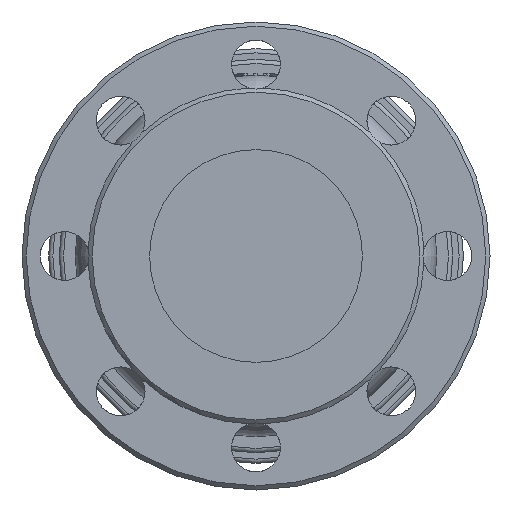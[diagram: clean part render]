
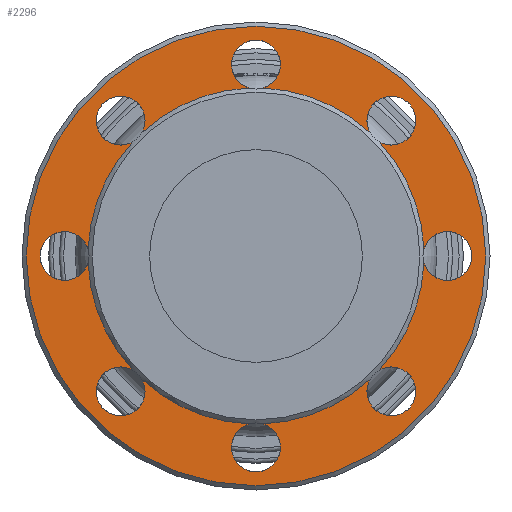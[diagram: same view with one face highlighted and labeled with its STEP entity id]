
A CAD part, front view. The second image highlights one B-rep face of the part: STEP entity #2296.
In plain terms, the highlighted planar face has unit normal (0, -1, 0).
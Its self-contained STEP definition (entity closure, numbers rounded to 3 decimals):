
#101=FACE_BOUND('',#701,.T.);
#548=FACE_OUTER_BOUND('',#700,.T.);
#700=EDGE_LOOP('',(#1887));
#701=EDGE_LOOP('',(#1888,#1889,#1890,#1891,#1892,#1893,#1894,#1895,#1896,
#1897,#1898,#1899,#1900,#1901,#1902,#1903,#1904,#1905,#1906,#1907,#1908,
#1909,#1910));
#827=CIRCLE('',#2568,108.);
#828=CIRCLE('',#2570,79.);
#829=CIRCLE('',#2571,11.5);
#830=CIRCLE('',#2572,11.5);
#831=CIRCLE('',#2573,79.);
#832=CIRCLE('',#2574,11.5);
#833=CIRCLE('',#2575,11.5);
#834=CIRCLE('',#2576,79.);
#835=CIRCLE('',#2577,11.5);
#836=CIRCLE('',#2578,11.5);
#837=CIRCLE('',#2579,79.);
#838=CIRCLE('',#2580,11.5);
#839=CIRCLE('',#2581,79.);
#840=CIRCLE('',#2582,11.5);
#841=CIRCLE('',#2583,11.5);
#842=CIRCLE('',#2584,79.);
#843=CIRCLE('',#2585,11.5);
#844=CIRCLE('',#2586,11.5);
#845=CIRCLE('',#2587,79.);
#846=CIRCLE('',#2588,11.5);
#847=CIRCLE('',#2589,11.5);
#848=CIRCLE('',#2590,79.);
#849=CIRCLE('',#2591,11.5);
#850=CIRCLE('',#2592,11.5);
#1034=VERTEX_POINT('',#4486);
#1035=VERTEX_POINT('',#4490);
#1036=VERTEX_POINT('',#4491);
#1037=VERTEX_POINT('',#4493);
#1038=VERTEX_POINT('',#4495);
#1039=VERTEX_POINT('',#4497);
#1040=VERTEX_POINT('',#4499);
#1041=VERTEX_POINT('',#4501);
#1042=VERTEX_POINT('',#4503);
#1043=VERTEX_POINT('',#4505);
#1044=VERTEX_POINT('',#4507);
#1045=VERTEX_POINT('',#4509);
#1046=VERTEX_POINT('',#4511);
#1047=VERTEX_POINT('',#4513);
#1048=VERTEX_POINT('',#4515);
#1049=VERTEX_POINT('',#4517);
#1050=VERTEX_POINT('',#4519);
#1051=VERTEX_POINT('',#4521);
#1052=VERTEX_POINT('',#4523);
#1053=VERTEX_POINT('',#4525);
#1054=VERTEX_POINT('',#4527);
#1055=VERTEX_POINT('',#4529);
#1056=VERTEX_POINT('',#4531);
#1057=VERTEX_POINT('',#4533);
#1329=EDGE_CURVE('',#1034,#1034,#827,.T.);
#1330=EDGE_CURVE('',#1035,#1036,#828,.T.);
#1331=EDGE_CURVE('',#1037,#1035,#829,.T.);
#1332=EDGE_CURVE('',#1038,#1037,#830,.T.);
#1333=EDGE_CURVE('',#1039,#1038,#831,.T.);
#1334=EDGE_CURVE('',#1040,#1039,#832,.T.);
#1335=EDGE_CURVE('',#1041,#1040,#833,.T.);
#1336=EDGE_CURVE('',#1042,#1041,#834,.T.);
#1337=EDGE_CURVE('',#1043,#1042,#835,.T.);
#1338=EDGE_CURVE('',#1044,#1043,#836,.T.);
#1339=EDGE_CURVE('',#1045,#1044,#837,.T.);
#1340=EDGE_CURVE('',#1046,#1045,#838,.T.);
#1341=EDGE_CURVE('',#1047,#1046,#839,.T.);
#1342=EDGE_CURVE('',#1048,#1047,#840,.T.);
#1343=EDGE_CURVE('',#1049,#1048,#841,.T.);
#1344=EDGE_CURVE('',#1050,#1049,#842,.T.);
#1345=EDGE_CURVE('',#1051,#1050,#843,.T.);
#1346=EDGE_CURVE('',#1052,#1051,#844,.T.);
#1347=EDGE_CURVE('',#1053,#1052,#845,.T.);
#1348=EDGE_CURVE('',#1054,#1053,#846,.T.);
#1349=EDGE_CURVE('',#1055,#1054,#847,.T.);
#1350=EDGE_CURVE('',#1056,#1055,#848,.T.);
#1351=EDGE_CURVE('',#1057,#1056,#849,.T.);
#1352=EDGE_CURVE('',#1036,#1057,#850,.T.);
#1887=ORIENTED_EDGE('',*,*,#1329,.F.);
#1888=ORIENTED_EDGE('',*,*,#1330,.F.);
#1889=ORIENTED_EDGE('',*,*,#1331,.F.);
#1890=ORIENTED_EDGE('',*,*,#1332,.F.);
#1891=ORIENTED_EDGE('',*,*,#1333,.F.);
#1892=ORIENTED_EDGE('',*,*,#1334,.F.);
#1893=ORIENTED_EDGE('',*,*,#1335,.F.);
#1894=ORIENTED_EDGE('',*,*,#1336,.F.);
#1895=ORIENTED_EDGE('',*,*,#1337,.F.);
#1896=ORIENTED_EDGE('',*,*,#1338,.F.);
#1897=ORIENTED_EDGE('',*,*,#1339,.F.);
#1898=ORIENTED_EDGE('',*,*,#1340,.F.);
#1899=ORIENTED_EDGE('',*,*,#1341,.F.);
#1900=ORIENTED_EDGE('',*,*,#1342,.F.);
#1901=ORIENTED_EDGE('',*,*,#1343,.F.);
#1902=ORIENTED_EDGE('',*,*,#1344,.F.);
#1903=ORIENTED_EDGE('',*,*,#1345,.F.);
#1904=ORIENTED_EDGE('',*,*,#1346,.F.);
#1905=ORIENTED_EDGE('',*,*,#1347,.F.);
#1906=ORIENTED_EDGE('',*,*,#1348,.F.);
#1907=ORIENTED_EDGE('',*,*,#1349,.F.);
#1908=ORIENTED_EDGE('',*,*,#1350,.F.);
#1909=ORIENTED_EDGE('',*,*,#1351,.F.);
#1910=ORIENTED_EDGE('',*,*,#1352,.F.);
#2152=PLANE('',#2569);
#2296=ADVANCED_FACE('',(#548,#101),#2152,.F.);
#2568=AXIS2_PLACEMENT_3D('',#4488,#3071,#3072);
#2569=AXIS2_PLACEMENT_3D('',#4489,#3073,#3074);
#2570=AXIS2_PLACEMENT_3D('',#4492,#3075,#3076);
#2571=AXIS2_PLACEMENT_3D('',#4494,#3077,#3078);
#2572=AXIS2_PLACEMENT_3D('',#4496,#3079,#3080);
#2573=AXIS2_PLACEMENT_3D('',#4498,#3081,#3082);
#2574=AXIS2_PLACEMENT_3D('',#4500,#3083,#3084);
#2575=AXIS2_PLACEMENT_3D('',#4502,#3085,#3086);
#2576=AXIS2_PLACEMENT_3D('',#4504,#3087,#3088);
#2577=AXIS2_PLACEMENT_3D('',#4506,#3089,#3090);
#2578=AXIS2_PLACEMENT_3D('',#4508,#3091,#3092);
#2579=AXIS2_PLACEMENT_3D('',#4510,#3093,#3094);
#2580=AXIS2_PLACEMENT_3D('',#4512,#3095,#3096);
#2581=AXIS2_PLACEMENT_3D('',#4514,#3097,#3098);
#2582=AXIS2_PLACEMENT_3D('',#4516,#3099,#3100);
#2583=AXIS2_PLACEMENT_3D('',#4518,#3101,#3102);
#2584=AXIS2_PLACEMENT_3D('',#4520,#3103,#3104);
#2585=AXIS2_PLACEMENT_3D('',#4522,#3105,#3106);
#2586=AXIS2_PLACEMENT_3D('',#4524,#3107,#3108);
#2587=AXIS2_PLACEMENT_3D('',#4526,#3109,#3110);
#2588=AXIS2_PLACEMENT_3D('',#4528,#3111,#3112);
#2589=AXIS2_PLACEMENT_3D('',#4530,#3113,#3114);
#2590=AXIS2_PLACEMENT_3D('',#4532,#3115,#3116);
#2591=AXIS2_PLACEMENT_3D('',#4534,#3117,#3118);
#2592=AXIS2_PLACEMENT_3D('',#4535,#3119,#3120);
#3071=DIRECTION('center_axis',(0.,1.,0.));
#3072=DIRECTION('ref_axis',(-1.,0.,0.));
#3073=DIRECTION('center_axis',(0.,1.,0.));
#3074=DIRECTION('ref_axis',(0.,0.,1.));
#3075=DIRECTION('center_axis',(0.,-1.,0.));
#3076=DIRECTION('ref_axis',(1.,0.,0.));
#3077=DIRECTION('center_axis',(0.,-1.,0.));
#3078=DIRECTION('ref_axis',(-1.,0.,0.));
#3079=DIRECTION('center_axis',(0.,-1.,0.));
#3080=DIRECTION('ref_axis',(-1.,0.,0.));
#3081=DIRECTION('center_axis',(0.,-1.,0.));
#3082=DIRECTION('ref_axis',(1.,0.,0.));
#3083=DIRECTION('center_axis',(0.,-1.,0.));
#3084=DIRECTION('ref_axis',(-1.,0.,0.));
#3085=DIRECTION('center_axis',(0.,-1.,0.));
#3086=DIRECTION('ref_axis',(-1.,0.,0.));
#3087=DIRECTION('center_axis',(0.,-1.,0.));
#3088=DIRECTION('ref_axis',(1.,0.,0.));
#3089=DIRECTION('center_axis',(0.,-1.,0.));
#3090=DIRECTION('ref_axis',(-1.,0.,0.));
#3091=DIRECTION('center_axis',(0.,-1.,0.));
#3092=DIRECTION('ref_axis',(-1.,0.,0.));
#3093=DIRECTION('center_axis',(0.,-1.,0.));
#3094=DIRECTION('ref_axis',(1.,0.,0.));
#3095=DIRECTION('center_axis',(0.,-1.,0.));
#3096=DIRECTION('ref_axis',(-1.,0.,0.));
#3097=DIRECTION('center_axis',(0.,-1.,0.));
#3098=DIRECTION('ref_axis',(1.,0.,0.));
#3099=DIRECTION('center_axis',(0.,-1.,0.));
#3100=DIRECTION('ref_axis',(-1.,0.,0.));
#3101=DIRECTION('center_axis',(0.,-1.,0.));
#3102=DIRECTION('ref_axis',(-1.,0.,0.));
#3103=DIRECTION('center_axis',(0.,-1.,0.));
#3104=DIRECTION('ref_axis',(1.,0.,0.));
#3105=DIRECTION('center_axis',(0.,-1.,0.));
#3106=DIRECTION('ref_axis',(-1.,0.,0.));
#3107=DIRECTION('center_axis',(0.,-1.,0.));
#3108=DIRECTION('ref_axis',(-1.,0.,0.));
#3109=DIRECTION('center_axis',(0.,-1.,0.));
#3110=DIRECTION('ref_axis',(1.,0.,0.));
#3111=DIRECTION('center_axis',(0.,-1.,0.));
#3112=DIRECTION('ref_axis',(-1.,0.,0.));
#3113=DIRECTION('center_axis',(0.,-1.,0.));
#3114=DIRECTION('ref_axis',(-1.,0.,0.));
#3115=DIRECTION('center_axis',(0.,-1.,0.));
#3116=DIRECTION('ref_axis',(1.,0.,0.));
#3117=DIRECTION('center_axis',(0.,-1.,0.));
#3118=DIRECTION('ref_axis',(-1.,0.,0.));
#3119=DIRECTION('center_axis',(0.,-1.,0.));
#3120=DIRECTION('ref_axis',(-1.,0.,0.));
#4486=CARTESIAN_POINT('',(108.,2.,0.));
#4488=CARTESIAN_POINT('Origin',(0.,2.,0.));
#4489=CARTESIAN_POINT('Origin',(0.,2.,0.));
#4490=CARTESIAN_POINT('',(58.039,2.,-53.596));
#4491=CARTESIAN_POINT('',(78.938,2.,-3.142));
#4492=CARTESIAN_POINT('Origin',(0.,2.,0.));
#4493=CARTESIAN_POINT('',(75.14,2.,-63.64));
#4494=CARTESIAN_POINT('Origin',(63.64,2.,-63.64));
#4495=CARTESIAN_POINT('',(53.596,2.,-58.039));
#4496=CARTESIAN_POINT('Origin',(63.64,2.,-63.64));
#4497=CARTESIAN_POINT('',(3.142,2.,-78.938));
#4498=CARTESIAN_POINT('Origin',(0.,2.,0.));
#4499=CARTESIAN_POINT('',(11.5,2.,-90.));
#4500=CARTESIAN_POINT('Origin',(0.,2.,-90.));
#4501=CARTESIAN_POINT('',(-3.142,2.,-78.938));
#4502=CARTESIAN_POINT('Origin',(0.,2.,-90.));
#4503=CARTESIAN_POINT('',(-53.596,2.,-58.039));
#4504=CARTESIAN_POINT('Origin',(0.,2.,0.));
#4505=CARTESIAN_POINT('',(-52.14,2.,-63.64));
#4506=CARTESIAN_POINT('Origin',(-63.64,2.,-63.64));
#4507=CARTESIAN_POINT('',(-58.039,2.,-53.596));
#4508=CARTESIAN_POINT('Origin',(-63.64,2.,-63.64));
#4509=CARTESIAN_POINT('',(-78.938,2.,-3.142));
#4510=CARTESIAN_POINT('Origin',(0.,2.,0.));
#4511=CARTESIAN_POINT('',(-78.938,2.,3.142));
#4512=CARTESIAN_POINT('Origin',(-90.,2.,0.));
#4513=CARTESIAN_POINT('',(-58.039,2.,53.596));
#4514=CARTESIAN_POINT('Origin',(0.,2.,0.));
#4515=CARTESIAN_POINT('',(-52.14,2.,63.64));
#4516=CARTESIAN_POINT('Origin',(-63.64,2.,63.64));
#4517=CARTESIAN_POINT('',(-53.596,2.,58.039));
#4518=CARTESIAN_POINT('Origin',(-63.64,2.,63.64));
#4519=CARTESIAN_POINT('',(-3.142,2.,78.938));
#4520=CARTESIAN_POINT('Origin',(0.,2.,0.));
#4521=CARTESIAN_POINT('',(11.5,2.,90.));
#4522=CARTESIAN_POINT('Origin',(0.,2.,90.));
#4523=CARTESIAN_POINT('',(3.142,2.,78.938));
#4524=CARTESIAN_POINT('Origin',(0.,2.,90.));
#4525=CARTESIAN_POINT('',(53.596,2.,58.039));
#4526=CARTESIAN_POINT('Origin',(0.,2.,0.));
#4527=CARTESIAN_POINT('',(75.14,2.,63.64));
#4528=CARTESIAN_POINT('Origin',(63.64,2.,63.64));
#4529=CARTESIAN_POINT('',(58.039,2.,53.596));
#4530=CARTESIAN_POINT('Origin',(63.64,2.,63.64));
#4531=CARTESIAN_POINT('',(78.938,2.,3.142));
#4532=CARTESIAN_POINT('Origin',(0.,2.,0.));
#4533=CARTESIAN_POINT('',(101.5,2.,0.));
#4534=CARTESIAN_POINT('Origin',(90.,2.,0.));
#4535=CARTESIAN_POINT('Origin',(90.,2.,0.));
